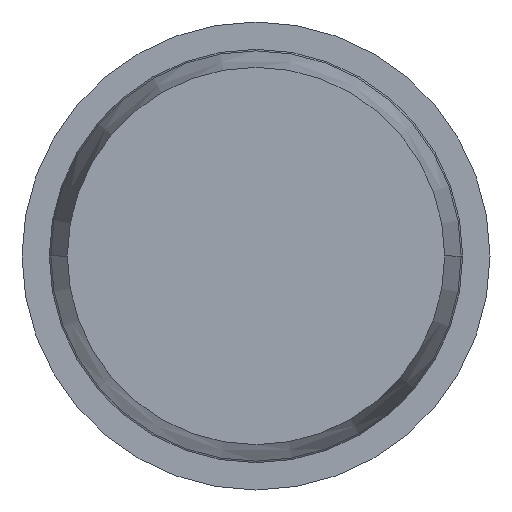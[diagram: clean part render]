
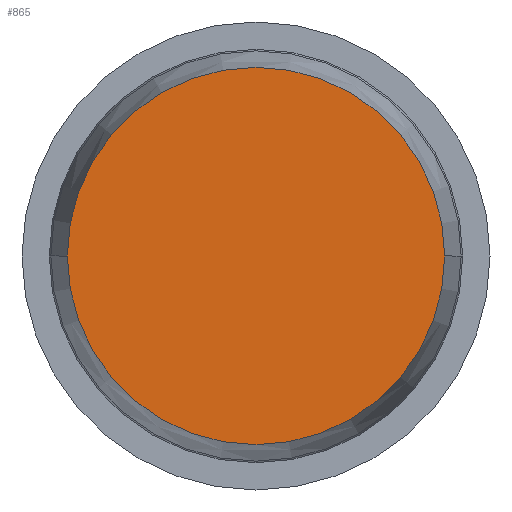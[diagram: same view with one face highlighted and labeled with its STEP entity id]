
A CAD part, front view. The second image highlights one B-rep face of the part: STEP entity #865.
In plain terms, the highlighted planar face has unit normal (0, -1, 0).
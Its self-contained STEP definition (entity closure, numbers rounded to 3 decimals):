
#133 = CARTESIAN_POINT ( 'NONE',  ( 0., -19., 0. ) ) ;
#139 = ORIENTED_EDGE ( 'NONE', *, *, #1524, .T. ) ;
#554 = VERTEX_POINT ( 'NONE', #4137 ) ;
#650 = CIRCLE ( 'NONE', #2113, 1.209 ) ;
#865 = ADVANCED_FACE ( 'Defeature ausgef�hrt1_2', ( #3525 ), #3894, .T. ) ;
#1289 = VERTEX_POINT ( 'NONE', #3306 ) ;
#1524 = EDGE_CURVE ( 'Defeature ausgef�hrt1_2+Defeature ausgef�hrt1_11+Defeature ausgef�hrt1_11+Defeature ausgef�hrt1_11', #554, #1289, #3569, .T. ) ;
#1640 = DIRECTION ( 'NONE',  ( 0., -1., 0. ) ) ;
#1783 = DIRECTION ( 'NONE',  ( 1., 0., 0. ) ) ;
#1974 = DIRECTION ( 'NONE',  ( 1., 0., 0. ) ) ;
#2113 = AXIS2_PLACEMENT_3D ( 'NONE', #3424, #3095, #1783 ) ;
#2454 = EDGE_CURVE ( 'Defeature ausgef�hrt1_2+Defeature ausgef�hrt1_11+Defeature ausgef�hrt1_11+Defeature ausgef�hrt1_11', #1289, #554, #650, .T. ) ;
#2957 = CARTESIAN_POINT ( 'NONE',  ( 0., -19., 0. ) ) ;
#2972 = DIRECTION ( 'NONE',  ( 0., -1., 0. ) ) ;
#3095 = DIRECTION ( 'NONE',  ( 0., -1., 0. ) ) ;
#3306 = CARTESIAN_POINT ( 'NONE',  ( 1.209, -19., 0. ) ) ;
#3424 = CARTESIAN_POINT ( 'NONE',  ( 0., -19., 0. ) ) ;
#3525 = FACE_OUTER_BOUND ( 'NONE', #4108, .T. ) ;
#3569 = CIRCLE ( 'NONE', #3754, 1.209 ) ;
#3622 = DIRECTION ( 'NONE',  ( 1., 0., 0. ) ) ;
#3754 = AXIS2_PLACEMENT_3D ( 'NONE', #133, #2972, #3622 ) ;
#3790 = ORIENTED_EDGE ( 'NONE', *, *, #2454, .T. ) ;
#3894 = PLANE ( 'NONE',  #4003 ) ;
#4003 = AXIS2_PLACEMENT_3D ( 'NONE', #2957, #1640, #1974 ) ;
#4108 = EDGE_LOOP ( 'NONE', ( #139, #3790 ) ) ;
#4137 = CARTESIAN_POINT ( 'NONE',  ( -1.209, -19., 0. ) ) ;
